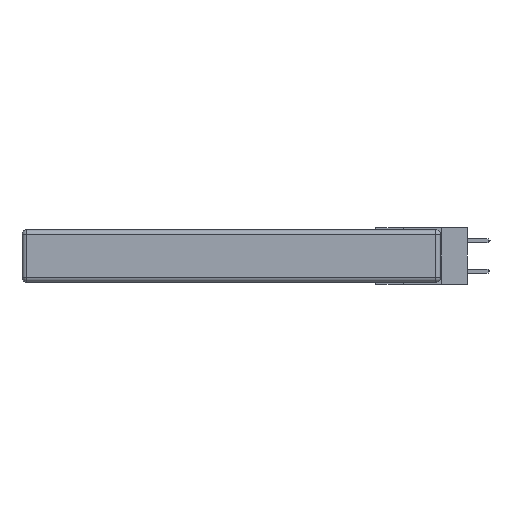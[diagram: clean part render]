
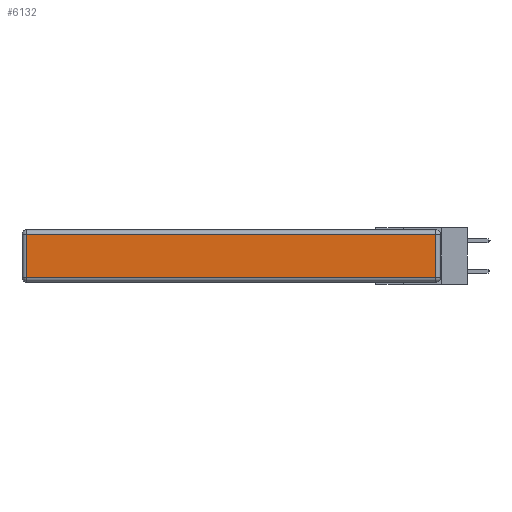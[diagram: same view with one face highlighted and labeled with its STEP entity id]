
A CAD part, left-side view. The second image highlights one B-rep face of the part: STEP entity #6132.
In plain terms, the highlighted planar face has unit normal (-1, 0, 0).
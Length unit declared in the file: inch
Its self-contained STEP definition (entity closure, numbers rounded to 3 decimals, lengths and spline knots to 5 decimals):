
#77 = DIRECTION ( 'NONE',  ( 0., 0., 1. ) ) ;
#152 = LINE ( 'NONE', #7885, #2208 ) ;
#237 = CARTESIAN_POINT ( 'NONE',  ( 0., 0.03, -0.313 ) ) ;
#664 = EDGE_CURVE ( 'NONE', #5062, #10774, #152, .T. ) ;
#1824 = EDGE_CURVE ( 'NONE', #13681, #11715, #13639, .T. ) ;
#1900 = CARTESIAN_POINT ( 'NONE',  ( 0., 0.03, -0.03 ) ) ;
#2208 = VECTOR ( 'NONE', #77, 39.37008 ) ;
#2800 = EDGE_CURVE ( 'NONE', #10774, #13681, #7965, .T. ) ;
#3126 = ORIENTED_EDGE ( 'NONE', *, *, #8522, .T. ) ;
#3268 = VECTOR ( 'NONE', #5084, 39.37008 ) ;
#4099 = CARTESIAN_POINT ( 'NONE',  ( 0., 2.72, -0.313 ) ) ;
#4902 = VECTOR ( 'NONE', #11540, 39.37008 ) ;
#5062 = VERTEX_POINT ( 'NONE', #237 ) ;
#5084 = DIRECTION ( 'NONE',  ( 0., -1., 0. ) ) ;
#5435 = EDGE_LOOP ( 'NONE', ( #3126, #7099, #7868, #12534 ) ) ;
#5589 = DIRECTION ( 'NONE',  ( 0., 1., 0. ) ) ;
#5898 = FACE_OUTER_BOUND ( 'NONE', #5435, .T. ) ;
#6132 = ADVANCED_FACE ( 'NONE', ( #5898 ), #12576, .T. ) ;
#6233 = CARTESIAN_POINT ( 'NONE',  ( 0., 0., -0.313 ) ) ;
#7099 = ORIENTED_EDGE ( 'NONE', *, *, #664, .T. ) ;
#7116 = VECTOR ( 'NONE', #5589, 39.37008 ) ;
#7701 = CARTESIAN_POINT ( 'NONE',  ( 0., 2.75, -0.03 ) ) ;
#7868 = ORIENTED_EDGE ( 'NONE', *, *, #2800, .T. ) ;
#7885 = CARTESIAN_POINT ( 'NONE',  ( 0., 0.03, -0.343 ) ) ;
#7965 = LINE ( 'NONE', #7701, #7116 ) ;
#8244 = CARTESIAN_POINT ( 'NONE',  ( 0., 0., -0.343 ) ) ;
#8522 = EDGE_CURVE ( 'NONE', #11715, #5062, #13359, .T. ) ;
#9355 = DIRECTION ( 'NONE',  ( 0., 0., 1. ) ) ;
#10774 = VERTEX_POINT ( 'NONE', #1900 ) ;
#11540 = DIRECTION ( 'NONE',  ( 0., 0., -1. ) ) ;
#11684 = CARTESIAN_POINT ( 'NONE',  ( 0., 2.72, -0.03 ) ) ;
#11715 = VERTEX_POINT ( 'NONE', #4099 ) ;
#12149 = AXIS2_PLACEMENT_3D ( 'NONE', #8244, #13762, #9355 ) ;
#12534 = ORIENTED_EDGE ( 'NONE', *, *, #1824, .T. ) ;
#12576 = PLANE ( 'NONE',  #12149 ) ;
#13359 = LINE ( 'NONE', #6233, #3268 ) ;
#13639 = LINE ( 'NONE', #13692, #4902 ) ;
#13681 = VERTEX_POINT ( 'NONE', #11684 ) ;
#13692 = CARTESIAN_POINT ( 'NONE',  ( 0., 2.72, -0.343 ) ) ;
#13762 = DIRECTION ( 'NONE',  ( -1., 0., 0. ) ) ;
